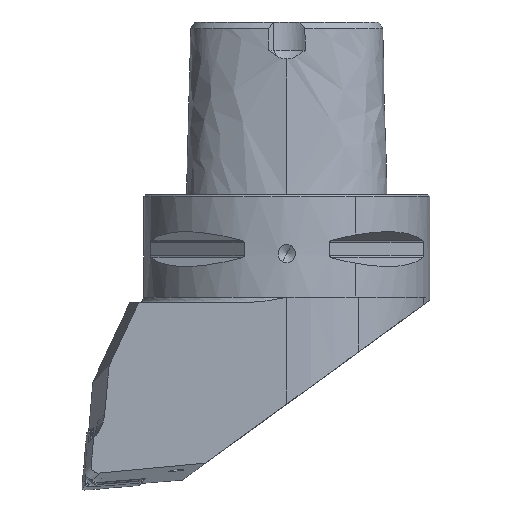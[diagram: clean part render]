
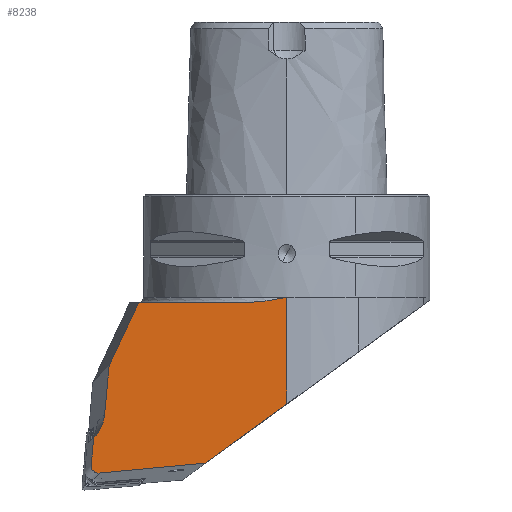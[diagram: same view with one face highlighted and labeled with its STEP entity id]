
A CAD part, front view. The second image highlights one B-rep face of the part: STEP entity #8238.
In plain terms, the highlighted planar face has unit normal (0, -1, 0).
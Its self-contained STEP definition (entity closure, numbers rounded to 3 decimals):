
#8075 = EDGE_CURVE('',#8076,#8078,#8080,.T.);
#8076 = VERTEX_POINT('',#8077);
#8077 = CARTESIAN_POINT('',(0.,-31.5,-46.121));
#8078 = VERTEX_POINT('',#8079);
#8079 = CARTESIAN_POINT('',(-17.885,-31.5,-59.116));
#8080 = LINE('',#8081,#8082);
#8081 = CARTESIAN_POINT('',(-8.943,-31.5,-52.619));
#8082 = VECTOR('',#8083,1.);
#8083 = DIRECTION('',(-0.809,0.,-0.588));
#8238 = ADVANCED_FACE('',(#8239),#8357,.F.);
#8239 = FACE_BOUND('',#8240,.T.);
#8240 = EDGE_LOOP('',(#8241,#8242,#8250,#8285,#8293,#8301,#8309,#8323,
    #8331,#8351));
#8241 = ORIENTED_EDGE('',*,*,#8075,.F.);
#8242 = ORIENTED_EDGE('',*,*,#8243,.F.);
#8243 = EDGE_CURVE('',#8244,#8076,#8246,.T.);
#8244 = VERTEX_POINT('',#8245);
#8245 = CARTESIAN_POINT('',(0.,-31.5,-22.6));
#8246 = LINE('',#8247,#8248);
#8247 = CARTESIAN_POINT('',(0.,-31.5,-34.361));
#8248 = VECTOR('',#8249,1.);
#8249 = DIRECTION('',(0.,0.,-1.));
#8250 = ORIENTED_EDGE('',*,*,#8251,.T.);
#8251 = EDGE_CURVE('',#8244,#8252,#8254,.T.);
#8252 = VERTEX_POINT('',#8253);
#8253 = CARTESIAN_POINT('',(-8.777,-31.5,-23.8));
#8254 = B_SPLINE_CURVE_WITH_KNOTS('',5,(#8255,#8256,#8257,#8258,#8259,
    #8260,#8261,#8262,#8263,#8264,#8265,#8266,#8267,#8268,#8269,#8270,
    #8271,#8272,#8273,#8274,#8275,#8276,#8277,#8278,#8279,#8280,#8281,
    #8282,#8283,#8284),.UNSPECIFIED.,.F.,.F.,(6,3,3,3,3,3,3,3,3,6),(0.,
    0.266,0.52,0.785,1.066,
    1.333,1.599,1.732,6.798,12.557
    ),.UNSPECIFIED.);
#8255 = CARTESIAN_POINT('',(0.,-31.5,-22.6));
#8256 = CARTESIAN_POINT('',(-0.037,-31.5,-22.607));
#8257 = CARTESIAN_POINT('',(-0.074,-31.5,-22.614));
#8258 = CARTESIAN_POINT('',(-0.111,-31.5,-22.622));
#8259 = CARTESIAN_POINT('',(-0.183,-31.5,-22.636));
#8260 = CARTESIAN_POINT('',(-0.254,-31.5,-22.65));
#8261 = CARTESIAN_POINT('',(-0.297,-31.5,-22.658));
#8262 = CARTESIAN_POINT('',(-0.368,-31.5,-22.672));
#8263 = CARTESIAN_POINT('',(-0.439,-31.5,-22.686));
#8264 = CARTESIAN_POINT('',(-0.477,-31.5,-22.693));
#8265 = CARTESIAN_POINT('',(-0.554,-31.5,-22.708));
#8266 = CARTESIAN_POINT('',(-0.63,-31.5,-22.723));
#8267 = CARTESIAN_POINT('',(-0.657,-31.5,-22.728));
#8268 = CARTESIAN_POINT('',(-0.733,-31.5,-22.743));
#8269 = CARTESIAN_POINT('',(-0.808,-31.5,-22.757));
#8270 = CARTESIAN_POINT('',(-0.841,-31.5,-22.764));
#8271 = CARTESIAN_POINT('',(-0.908,-31.5,-22.777));
#8272 = CARTESIAN_POINT('',(-0.975,-31.5,-22.79));
#8273 = CARTESIAN_POINT('',(-1.01,-31.5,-22.796));
#8274 = CARTESIAN_POINT('',(-1.065,-31.5,-22.807));
#8275 = CARTESIAN_POINT('',(-1.12,-31.5,-22.818));
#8276 = CARTESIAN_POINT('',(-1.139,-31.5,-22.821));
#8277 = CARTESIAN_POINT('',(-1.862,-31.5,-22.961));
#8278 = CARTESIAN_POINT('',(-2.586,-31.5,-23.097));
#8279 = CARTESIAN_POINT('',(-3.293,-31.5,-23.224));
#8280 = CARTESIAN_POINT('',(-4.807,-31.5,-23.477));
#8281 = CARTESIAN_POINT('',(-6.33,-31.5,-23.67));
#8282 = CARTESIAN_POINT('',(-7.141,-31.5,-23.75));
#8283 = CARTESIAN_POINT('',(-7.959,-31.5,-23.8));
#8284 = CARTESIAN_POINT('',(-8.777,-31.5,-23.8));
#8285 = ORIENTED_EDGE('',*,*,#8286,.T.);
#8286 = EDGE_CURVE('',#8252,#8287,#8289,.T.);
#8287 = VERTEX_POINT('',#8288);
#8288 = CARTESIAN_POINT('',(-32.569,-31.5,-23.8));
#8289 = LINE('',#8290,#8291);
#8290 = CARTESIAN_POINT('',(-20.673,-31.5,-23.8));
#8291 = VECTOR('',#8292,1.);
#8292 = DIRECTION('',(-1.,0.,0.));
#8293 = ORIENTED_EDGE('',*,*,#8294,.F.);
#8294 = EDGE_CURVE('',#8295,#8287,#8297,.T.);
#8295 = VERTEX_POINT('',#8296);
#8296 = CARTESIAN_POINT('',(-39.105,-31.5,-37.696));
#8297 = LINE('',#8298,#8299);
#8298 = CARTESIAN_POINT('',(-35.837,-31.5,-30.748));
#8299 = VECTOR('',#8300,1.);
#8300 = DIRECTION('',(0.426,0.,0.905));
#8301 = ORIENTED_EDGE('',*,*,#8302,.F.);
#8302 = EDGE_CURVE('',#8303,#8295,#8305,.T.);
#8303 = VERTEX_POINT('',#8304);
#8304 = CARTESIAN_POINT('',(-40.101,-31.5,-48.433));
#8305 = LINE('',#8306,#8307);
#8306 = CARTESIAN_POINT('',(-39.603,-31.5,-43.065));
#8307 = VECTOR('',#8308,1.);
#8308 = DIRECTION('',(0.092,0.,0.996));
#8309 = ORIENTED_EDGE('',*,*,#8310,.T.);
#8310 = EDGE_CURVE('',#8303,#8311,#8313,.T.);
#8311 = VERTEX_POINT('',#8312);
#8312 = CARTESIAN_POINT('',(-42.499,-31.5,-53.512));
#8313 = B_SPLINE_CURVE_WITH_KNOTS('',5,(#8314,#8315,#8316,#8317,#8318,
    #8319,#8320,#8321,#8322),.UNSPECIFIED.,.F.,.F.,(6,3,6),(0.,
    5.971,8.121),.UNSPECIFIED.);
#8314 = CARTESIAN_POINT('',(-40.101,-31.5,-48.433));
#8315 = CARTESIAN_POINT('',(-40.179,-31.5,-49.272));
#8316 = CARTESIAN_POINT('',(-40.365,-31.5,-50.101));
#8317 = CARTESIAN_POINT('',(-40.657,-31.5,-50.902));
#8318 = CARTESIAN_POINT('',(-41.188,-31.5,-51.927));
#8319 = CARTESIAN_POINT('',(-41.883,-31.5,-52.84));
#8320 = CARTESIAN_POINT('',(-42.079,-31.5,-53.075));
#8321 = CARTESIAN_POINT('',(-42.284,-31.5,-53.298));
#8322 = CARTESIAN_POINT('',(-42.499,-31.5,-53.512));
#8323 = ORIENTED_EDGE('',*,*,#8324,.F.);
#8324 = EDGE_CURVE('',#8325,#8311,#8327,.T.);
#8325 = VERTEX_POINT('',#8326);
#8326 = CARTESIAN_POINT('',(-43.06,-31.5,-59.564));
#8327 = LINE('',#8328,#8329);
#8328 = CARTESIAN_POINT('',(-42.78,-31.5,-56.538));
#8329 = VECTOR('',#8330,1.);
#8330 = DIRECTION('',(0.092,0.,0.996));
#8331 = ORIENTED_EDGE('',*,*,#8332,.T.);
#8332 = EDGE_CURVE('',#8325,#8333,#8335,.T.);
#8333 = VERTEX_POINT('',#8334);
#8334 = CARTESIAN_POINT('',(-41.327,-31.5,-61.297));
#8335 = B_SPLINE_CURVE_WITH_KNOTS('',5,(#8336,#8337,#8338,#8339,#8340,
    #8341,#8342,#8343,#8344,#8345,#8346,#8347,#8348,#8349,#8350),
  .UNSPECIFIED.,.F.,.F.,(6,3,3,3,6),(0.,1.316,2.63,
    3.945,3.973),.UNSPECIFIED.);
#8336 = CARTESIAN_POINT('',(-43.06,-31.5,-59.564));
#8337 = CARTESIAN_POINT('',(-43.078,-31.5,-59.749));
#8338 = CARTESIAN_POINT('',(-43.068,-31.5,-59.936));
#8339 = CARTESIAN_POINT('',(-43.032,-31.5,-60.121));
#8340 = CARTESIAN_POINT('',(-42.906,-31.5,-60.473));
#8341 = CARTESIAN_POINT('',(-42.685,-31.5,-60.775));
#8342 = CARTESIAN_POINT('',(-42.552,-31.5,-60.909));
#8343 = CARTESIAN_POINT('',(-42.253,-31.5,-61.134));
#8344 = CARTESIAN_POINT('',(-41.902,-31.5,-61.264));
#8345 = CARTESIAN_POINT('',(-41.718,-31.5,-61.303));
#8346 = CARTESIAN_POINT('',(-41.527,-31.5,-61.314));
#8347 = CARTESIAN_POINT('',(-41.338,-31.5,-61.298));
#8348 = CARTESIAN_POINT('',(-41.334,-31.5,-61.298));
#8349 = CARTESIAN_POINT('',(-41.331,-31.5,-61.298));
#8350 = CARTESIAN_POINT('',(-41.327,-31.5,-61.297));
#8351 = ORIENTED_EDGE('',*,*,#8352,.F.);
#8352 = EDGE_CURVE('',#8078,#8333,#8353,.T.);
#8353 = LINE('',#8354,#8355);
#8354 = CARTESIAN_POINT('',(-29.606,-31.5,-60.207));
#8355 = VECTOR('',#8356,1.);
#8356 = DIRECTION('',(-0.996,0.,-0.093));
#8357 = PLANE('',#8358);
#8358 = AXIS2_PLACEMENT_3D('',#8359,#8360,#8361);
#8359 = CARTESIAN_POINT('',(0.,-31.5,-65.));
#8360 = DIRECTION('',(0.,1.,-0.));
#8361 = DIRECTION('',(-1.,0.,0.));
